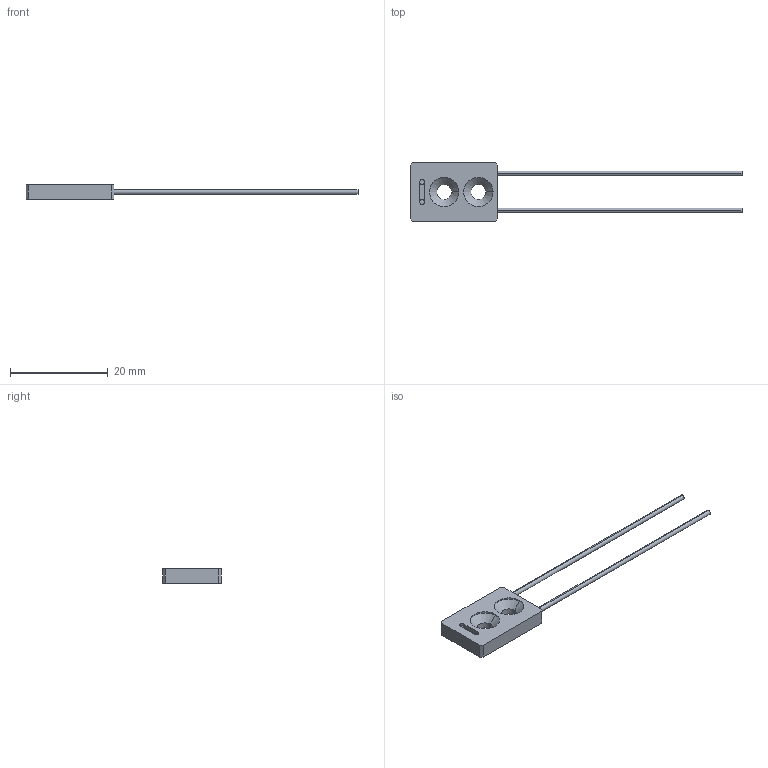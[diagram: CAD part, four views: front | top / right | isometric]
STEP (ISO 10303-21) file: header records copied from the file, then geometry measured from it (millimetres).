
FILE_DESCRIPTION (( 'STEP AP214' ), '1' );
FILE_NAME ('GPF-D028 -L2.STEP', '2017-11-17T00:12:14', ( 'TWLEE' ), ( '' ), 'SwSTEP 2.0', 'SolidWorks 2015', '' );
FILE_SCHEMA (( 'AUTOMOTIVE_DESIGN' ));
Length unit declared in the file: millimetre
Products named in the file (3): GPF-D028 -L2_FIBER; GPF-D028 -L2_HEAD; GPF-D028 -L2
Assembly tree (3 placements, depth 2):
  GPF-D028 -L2
    GPF-D028 -L2_HEAD
    GPF-D028 -L2_FIBER  x2
Bounding box: 68 x 12 x 3 mm (x, y, z)
Volume: 636.4 mm3; surface area: 958.8 mm2
Topology: 3 solids, 3 shells, 39 faces, 84 edges, 52 vertices
Faces by surface type: plane 19, cylinder 16, cone 4
Entity records: 1134 total; most frequent: DIRECTION 188, CARTESIAN_POINT 167, ORIENTED_EDGE 156, EDGE_CURVE 78, AXIS2_PLACEMENT_3D 69, VECTOR 50, LINE 50, VERTEX_POINT 48
